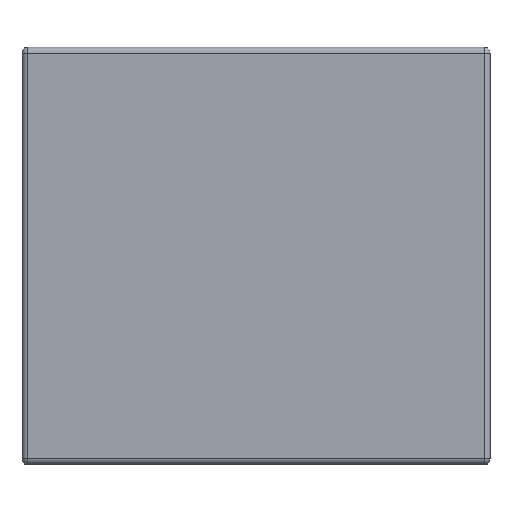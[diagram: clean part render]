
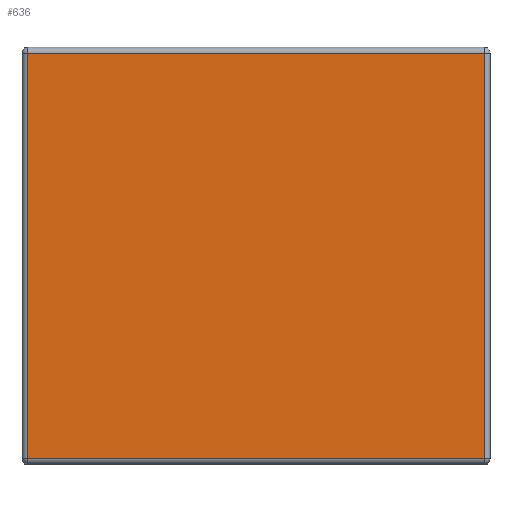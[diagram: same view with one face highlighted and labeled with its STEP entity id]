
A CAD part, top view. The second image highlights one B-rep face of the part: STEP entity #636.
In plain terms, the highlighted planar face has unit normal (0, 0, 1).
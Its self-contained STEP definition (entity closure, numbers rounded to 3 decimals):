
#205 = VERTEX_POINT('',#206);
#206 = CARTESIAN_POINT('',(283.764,-384.305,1.12));
#213 = EDGE_CURVE('',#205,#214,#216,.T.);
#214 = VERTEX_POINT('',#215);
#215 = CARTESIAN_POINT('',(245.244,-384.305,1.12));
#216 = LINE('',#217,#218);
#217 = CARTESIAN_POINT('',(283.764,-384.305,1.12));
#218 = VECTOR('',#219,1.);
#219 = DIRECTION('',(-1.,0.,0.));
#636 = ADVANCED_FACE('',(#637),#662,.T.);
#637 = FACE_BOUND('',#638,.T.);
#638 = EDGE_LOOP('',(#639,#647,#648,#656));
#639 = ORIENTED_EDGE('',*,*,#640,.T.);
#640 = EDGE_CURVE('',#641,#205,#643,.T.);
#641 = VERTEX_POINT('',#642);
#642 = CARTESIAN_POINT('',(283.764,-418.535,1.12));
#643 = LINE('',#644,#645);
#644 = CARTESIAN_POINT('',(283.764,-419.035,1.12));
#645 = VECTOR('',#646,1.);
#646 = DIRECTION('',(0.,1.,0.));
#647 = ORIENTED_EDGE('',*,*,#213,.T.);
#648 = ORIENTED_EDGE('',*,*,#649,.F.);
#649 = EDGE_CURVE('',#650,#214,#652,.T.);
#650 = VERTEX_POINT('',#651);
#651 = CARTESIAN_POINT('',(245.244,-418.535,1.12));
#652 = LINE('',#653,#654);
#653 = CARTESIAN_POINT('',(245.244,-387.305,1.12));
#654 = VECTOR('',#655,1.);
#655 = DIRECTION('',(0.,1.,0.));
#656 = ORIENTED_EDGE('',*,*,#657,.T.);
#657 = EDGE_CURVE('',#650,#641,#658,.T.);
#658 = LINE('',#659,#660);
#659 = CARTESIAN_POINT('',(244.744,-418.535,1.12));
#660 = VECTOR('',#661,1.);
#661 = DIRECTION('',(1.,0.,0.));
#662 = PLANE('',#663);
#663 = AXIS2_PLACEMENT_3D('',#664,#665,#666);
#664 = CARTESIAN_POINT('',(264.504,-401.17,1.12));
#665 = DIRECTION('',(0.,0.,1.));
#666 = DIRECTION('',(1.,0.,0.));
